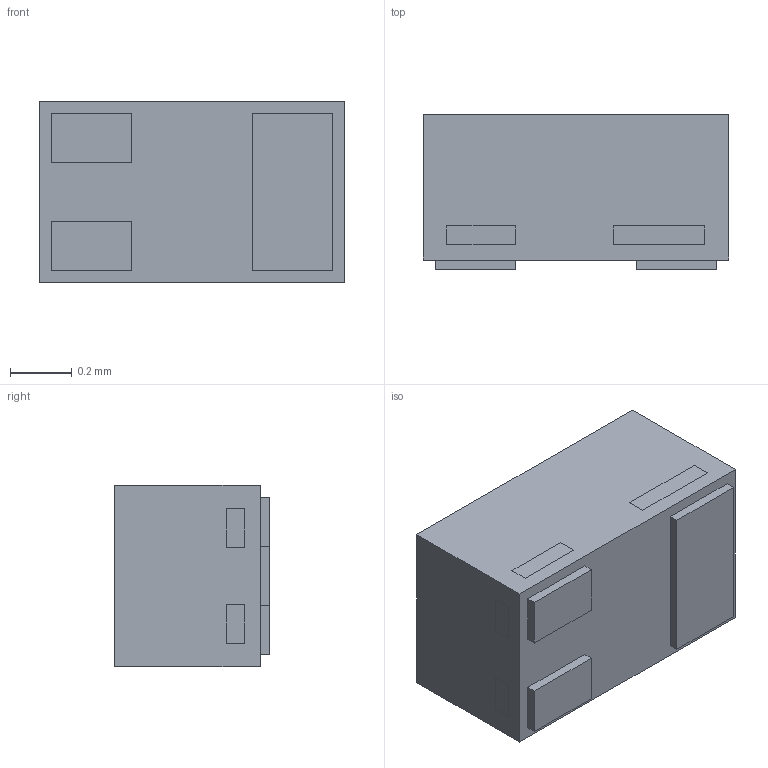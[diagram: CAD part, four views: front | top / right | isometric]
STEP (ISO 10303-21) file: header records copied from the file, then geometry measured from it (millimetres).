
FILE_DESCRIPTION (( 'STEP AP214' ), '1' );
FILE_NAME ('PMZ290UNE2.STEP', '2024-03-07T16:45:57', ( '' ), ( '' ), 'SwSTEP 2.0', 'SolidWorks 2021', '' );
FILE_SCHEMA (( 'AUTOMOTIVE_DESIGN' ));
Length unit declared in the file: millimetre
Products named in the file (1): PMZ290UNE2
Bounding box: 0.98 x 0.5 x 0.58 mm (x, y, z)
Volume: 0.3 mm3; surface area: 4.5 mm2
Topology: 9 solids, 9 shells, 87 faces, 204 edges, 136 vertices
Faces by surface type: plane 83, cylinder 4
Entity records: 2568 total; most frequent: CARTESIAN_POINT 428, ORIENTED_EDGE 408, DIRECTION 388, EDGE_CURVE 204, LINE 196, VECTOR 196, VERTEX_POINT 136, EDGE_LOOP 96
